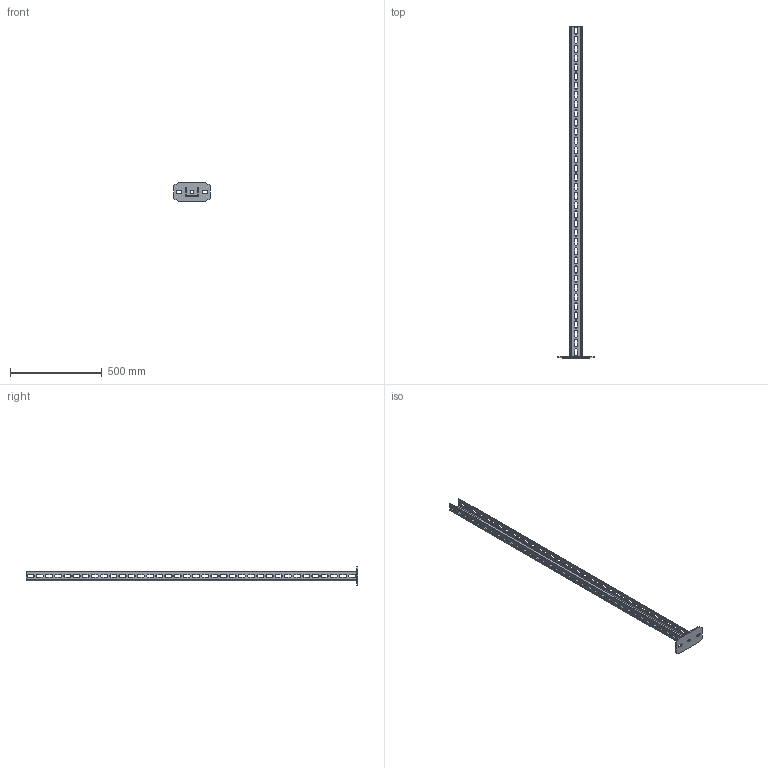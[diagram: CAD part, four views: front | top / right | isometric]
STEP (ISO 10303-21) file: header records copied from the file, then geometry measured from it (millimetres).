
FILE_DESCRIPTION((''),'2;1');
FILE_NAME('6339263','2012-07-23T',('AndreasKeweloh'),(''),'PRO/ENGINEER BY PARAMETRIC TECHNOLOGY CORPORATION, 2012130','PRO/ENGINEER BY PARAMETRIC TECHNOLOGY CORPORATION, 2012130','');
FILE_SCHEMA(('CONFIG_CONTROL_DESIGN'));
Length unit declared in the file: millimetre
Products named in the file (1): 6339263
Bounding box: 200 x 1806.5 x 100 mm (x, y, z)
Volume: 1024448.5 mm3; surface area: 550170.8 mm2
Topology: 1 solids, 1 shells, 467 faces, 1392 edges, 928 vertices
Faces by surface type: plane 241, cylinder 226
Entity records: 16280 total; most frequent: CARTESIAN_POINT 2787, ORIENTED_EDGE 2784, DIRECTION 2778, EDGE_CURVE 1392, VECTOR 940, LINE 940, VERTEX_POINT 928, AXIS2_PLACEMENT_3D 919
